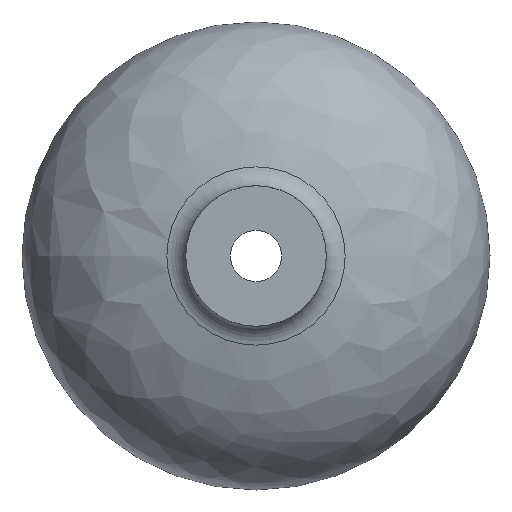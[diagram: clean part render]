
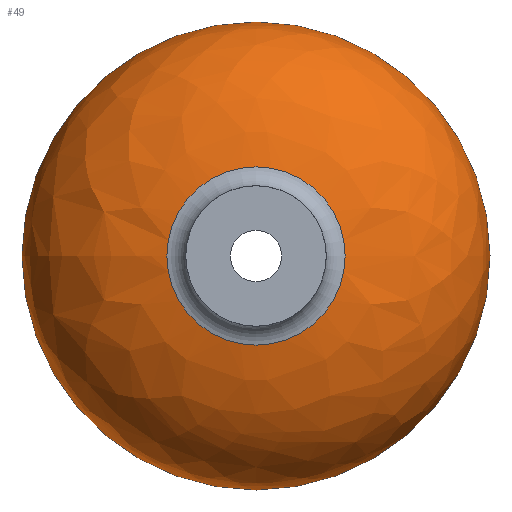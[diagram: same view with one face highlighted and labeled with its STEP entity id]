
A CAD part, front view. The second image highlights one B-rep face of the part: STEP entity #49.
In plain terms, the highlighted free-form (B-spline) face has degree [3, 3] with [4, 7] control points.
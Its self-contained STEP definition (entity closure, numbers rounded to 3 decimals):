
#23 = CARTESIAN_POINT ( 'NONE',  ( -197.378, -67.953, -394.756 ) ) ;
#40 = VERTEX_POINT ( 'NONE', #218 ) ;
#43 = DIRECTION ( 'NONE',  ( -1., 0., 0. ) ) ;
#49 = ADVANCED_FACE ( 'NONE', ( #471, #534 ), #133, .T. ) ;
#53 = CIRCLE ( 'NONE', #151, 76.164 ) ;
#74 = ORIENTED_EDGE ( 'NONE', *, *, #80, .T. ) ;
#77 = CARTESIAN_POINT ( 'NONE',  ( 197.378, -67.953, 394.756 ) ) ;
#80 = EDGE_CURVE ( 'NONE', #494, #494, #53, .T. ) ;
#107 = CARTESIAN_POINT ( 'NONE',  ( 76.164, -114.804, 0. ) ) ;
#124 = AXIS2_PLACEMENT_3D ( 'NONE', #667, #386, #611 ) ;
#130 = CARTESIAN_POINT ( 'NONE',  ( -200., 0., 0. ) ) ;
#133 =( BOUNDED_SURFACE ( )  B_SPLINE_SURFACE ( 3, 3, ( 
 ( #130, #538, #420, #429, #646, #265, #136 ),
 ( #367, #590, #77, #655, #309, #23, #256 ),
 ( #144, #479, #711, #720, #197, #207, #425 ),
 ( #651, #433, #140, #107, #612, #339, #616 ) ),
 .UNSPECIFIED., .F., .T., .T. ) 
 B_SPLINE_SURFACE_WITH_KNOTS ( ( 4, 4 ),
 ( 4, 3, 4 ),
 ( 0., 0.829 ),
 ( 0., 0.5, 1. ),
 .UNSPECIFIED. ) 
 GEOMETRIC_REPRESENTATION_ITEM ( )  RATIONAL_B_SPLINE_SURFACE ( (
 ( 1., 0.333, 0.333, 1., 0.333, 0.333, 1.),
 ( 1., 0.333, 0.333, 1., 0.333, 0.333, 1.),
 ( 1., 0.333, 0.333, 1., 0.333, 0.333, 1.),
 ( 1., 0.333, 0.333, 1., 0.333, 0.333, 1.) ) ) 
 REPRESENTATION_ITEM ( '' )  SURFACE ( )  );
#136 = CARTESIAN_POINT ( 'NONE',  ( -200., 0., 0. ) ) ;
#140 = CARTESIAN_POINT ( 'NONE',  ( 76.164, -114.804, 152.329 ) ) ;
#144 = CARTESIAN_POINT ( 'NONE',  ( -138.203, -104.361, 0. ) ) ;
#151 = AXIS2_PLACEMENT_3D ( 'NONE', #437, #447, #43 ) ;
#197 = CARTESIAN_POINT ( 'NONE',  ( 138.203, -104.361, -276.406 ) ) ;
#207 = CARTESIAN_POINT ( 'NONE',  ( -138.203, -104.361, -276.406 ) ) ;
#218 = CARTESIAN_POINT ( 'NONE',  ( -200., 0., 0. ) ) ;
#256 = CARTESIAN_POINT ( 'NONE',  ( -197.378, -67.953, 0. ) ) ;
#265 = CARTESIAN_POINT ( 'NONE',  ( -200., 0., -400. ) ) ;
#309 = CARTESIAN_POINT ( 'NONE',  ( 197.378, -67.953, -394.756 ) ) ;
#339 = CARTESIAN_POINT ( 'NONE',  ( -76.164, -114.804, -152.329 ) ) ;
#367 = CARTESIAN_POINT ( 'NONE',  ( -197.378, -67.953, 0. ) ) ;
#386 = DIRECTION ( 'NONE',  ( 0., 1., 0. ) ) ;
#407 = EDGE_LOOP ( 'NONE', ( #74 ) ) ;
#420 = CARTESIAN_POINT ( 'NONE',  ( 200., 0., 400. ) ) ;
#425 = CARTESIAN_POINT ( 'NONE',  ( -138.203, -104.361, 0. ) ) ;
#429 = CARTESIAN_POINT ( 'NONE',  ( 200., 0., 0. ) ) ;
#433 = CARTESIAN_POINT ( 'NONE',  ( -76.164, -114.804, 152.329 ) ) ;
#437 = CARTESIAN_POINT ( 'NONE',  ( 0., -114.804, 0. ) ) ;
#447 = DIRECTION ( 'NONE',  ( 0., 1., 0. ) ) ;
#457 = EDGE_LOOP ( 'NONE', ( #707 ) ) ;
#471 = FACE_OUTER_BOUND ( 'NONE', #407, .T. ) ;
#479 = CARTESIAN_POINT ( 'NONE',  ( -138.203, -104.361, 276.406 ) ) ;
#494 = VERTEX_POINT ( 'NONE', #725 ) ;
#521 = CIRCLE ( 'NONE', #124, 200. ) ;
#534 = FACE_OUTER_BOUND ( 'NONE', #457, .T. ) ;
#538 = CARTESIAN_POINT ( 'NONE',  ( -200., 0., 400. ) ) ;
#580 = EDGE_CURVE ( 'NONE', #40, #40, #521, .T. ) ;
#590 = CARTESIAN_POINT ( 'NONE',  ( -197.378, -67.953, 394.756 ) ) ;
#611 = DIRECTION ( 'NONE',  ( -1., 0., 0. ) ) ;
#612 = CARTESIAN_POINT ( 'NONE',  ( 76.164, -114.804, -152.329 ) ) ;
#616 = CARTESIAN_POINT ( 'NONE',  ( -76.164, -114.804, 0. ) ) ;
#646 = CARTESIAN_POINT ( 'NONE',  ( 200., 0., -400. ) ) ;
#651 = CARTESIAN_POINT ( 'NONE',  ( -76.164, -114.804, 0. ) ) ;
#655 = CARTESIAN_POINT ( 'NONE',  ( 197.378, -67.953, 0. ) ) ;
#667 = CARTESIAN_POINT ( 'NONE',  ( 0., 0., 0. ) ) ;
#707 = ORIENTED_EDGE ( 'NONE', *, *, #580, .F. ) ;
#711 = CARTESIAN_POINT ( 'NONE',  ( 138.203, -104.361, 276.406 ) ) ;
#720 = CARTESIAN_POINT ( 'NONE',  ( 138.203, -104.361, 0. ) ) ;
#725 = CARTESIAN_POINT ( 'NONE',  ( -76.164, -114.804, 0. ) ) ;
